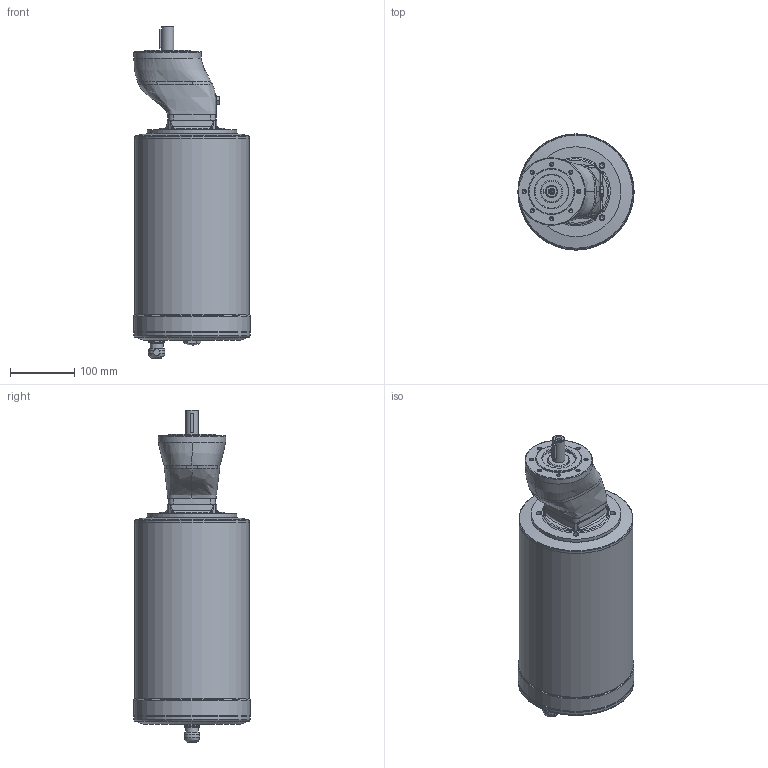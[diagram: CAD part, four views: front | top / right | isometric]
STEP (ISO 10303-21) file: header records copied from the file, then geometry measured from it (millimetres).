
FILE_DESCRIPTION( ( 'Unknown' ), '1' );
FILE_NAME( 'AC19BB841682984C83424856AC2560.3d.stp', 'Unknown', ( 'Unknown' ), ( 'Unknown' ), 'PSStep 10.1', 'Unknown', ' ' );
FILE_SCHEMA( ( 'AUTOMOTIVE_DESIGN { 1 0 10303 214 1 1 1 1 }' ) );
Length unit declared in the file: millimetre
Products named in the file (1): 411N8800
Bounding box: 181 x 181 x 517.2 mm (x, y, z)
Volume: 8944383.4 mm3; surface area: 312279.9 mm2
Topology: 1 solids, 11 shells, 383 faces, 918 edges, 589 vertices
Faces by surface type: plane 112, cylinder 89, cone 83, bspline 65, torus 29, revolution 4, sphere 1
Full cylindrical faces by diameter (mm): 4.917 x9, 6.5 x1, 6.647 x12, 7 x1, 8 x4, 9 x8, 13 x4, 13.4 x1, 14 x4, 16.662 x1, 18 x1, 19 x1, 20 x1, 24 x1, 30 x1, 35 x2, 47 x1, 52 x1, 71.8 x1, 85 x1, 95 x2, 105 x1, 140 x1, 177.98 x1, 178 x2, 180.98 x2, 181 x3
Entity records: 24461 total; most frequent: CARTESIAN_POINT 14177, DIRECTION 1352, ORIENTED_EDGE 1348, EDGE_CURVE 674, AXIS2_PLACEMENT_3D 603, EDGE_LOOP 575, VERTEX_POINT 510, FACE_OUTER_BOUND 468
